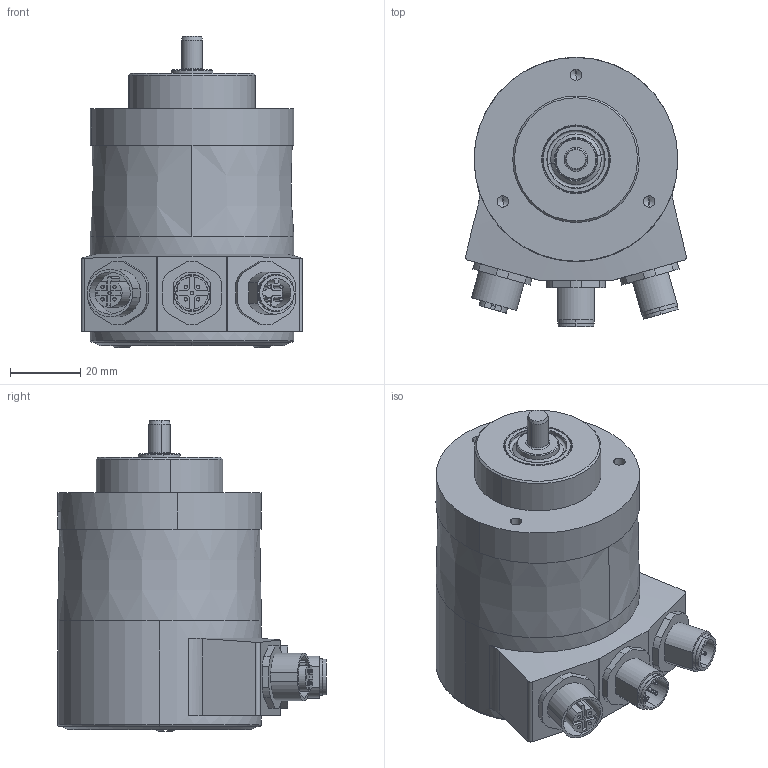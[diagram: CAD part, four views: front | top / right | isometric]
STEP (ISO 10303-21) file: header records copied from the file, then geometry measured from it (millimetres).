
FILE_DESCRIPTION((''),'2;1');
FILE_NAME('809648','2011-10-14T',('se2930'),(''),'PRO/ENGINEER BY PARAMETRIC TECHNOLOGY CORPORATION, 2010180','PRO/ENGINEER BY PARAMETRIC TECHNOLOGY CORPORATION, 2010180','');
FILE_SCHEMA(('CONFIG_CONTROL_DESIGN','SHAPE_APPEARANCE_LAYERS_GROUPS'));
Length unit declared in the file: millimetre
Products named in the file (1): 809648
Bounding box: 62.91 x 76.5 x 88.5 mm (x, y, z)
Volume: 76632.6 mm3; surface area: 52713.2 mm2
Topology: 28 solids, 28 shells, 986 faces, 2429 edges, 1563 vertices
Faces by surface type: plane 411, cylinder 399, cone 129, torus 38, sphere 9
Entity records: 29837 total; most frequent: CARTESIAN_POINT 5902, DIRECTION 5286, ORIENTED_EDGE 4790, EDGE_CURVE 2395, AXIS2_PLACEMENT_3D 2072, VERTEX_POINT 1563, VECTOR 1142, LINE 1142
